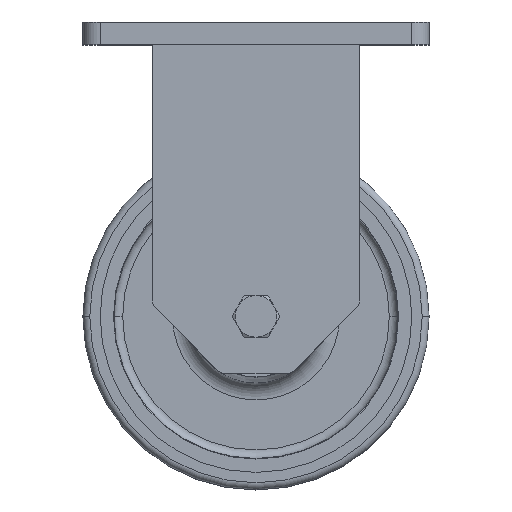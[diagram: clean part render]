
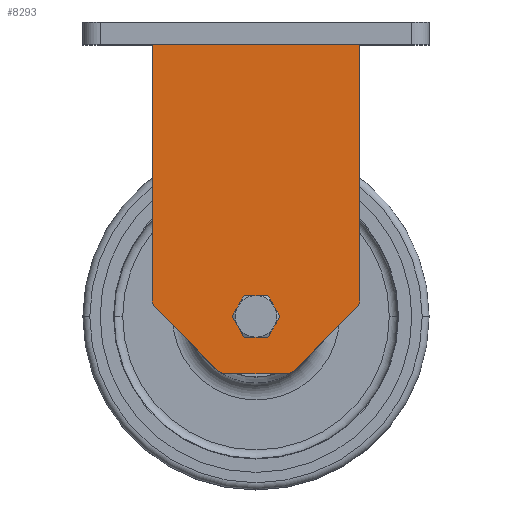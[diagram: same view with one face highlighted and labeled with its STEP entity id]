
A CAD part, top view. The second image highlights one B-rep face of the part: STEP entity #8293.
In plain terms, the highlighted planar face has unit normal (0, 0, 1).
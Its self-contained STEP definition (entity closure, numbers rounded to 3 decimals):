
#121 = DIRECTION ( 'NONE',  ( 0., 1., 0. ) ) ;
#716 = CARTESIAN_POINT ( 'NONE',  ( 60., -203., 75. ) ) ;
#727 = DIRECTION ( 'NONE',  ( 0.707, -0.707, 0. ) ) ;
#735 = DIRECTION ( 'NONE',  ( 0., 1., 0. ) ) ;
#897 = ORIENTED_EDGE ( 'NONE', *, *, #8409, .T. ) ;
#975 = DIRECTION ( 'NONE',  ( 0., 1., 0. ) ) ;
#1294 = ORIENTED_EDGE ( 'NONE', *, *, #11695, .T. ) ;
#1419 = DIRECTION ( 'NONE',  ( 0., 0., 1. ) ) ;
#1574 = CARTESIAN_POINT ( 'NONE',  ( -60., -13., 75. ) ) ;
#1749 = CARTESIAN_POINT ( 'NONE',  ( -58.536, -164.464, 75. ) ) ;
#1855 = CARTESIAN_POINT ( 'NONE',  ( 60., -13., 75. ) ) ;
#2018 = DIRECTION ( 'NONE',  ( 0., 0., -1. ) ) ;
#2094 = CARTESIAN_POINT ( 'NONE',  ( 0., -170., 75. ) ) ;
#2391 = LINE ( 'NONE', #4896, #7455 ) ;
#2527 = CIRCLE ( 'NONE', #10595, 5. ) ;
#2619 = DIRECTION ( 'NONE',  ( 0., 1., 0. ) ) ;
#2659 = ORIENTED_EDGE ( 'NONE', *, *, #13844, .T. ) ;
#2715 = EDGE_LOOP ( 'NONE', ( #6242, #8064 ) ) ;
#2716 = CARTESIAN_POINT ( 'NONE',  ( 60., -160.929, 75. ) ) ;
#3050 = VERTEX_POINT ( 'NONE', #8813 ) ;
#3181 = EDGE_CURVE ( 'NONE', #12181, #12468, #5829, .T. ) ;
#3260 = CIRCLE ( 'NONE', #11451, 10. ) ;
#3396 = VECTOR ( 'NONE', #10403, 1000. ) ;
#3610 = VERTEX_POINT ( 'NONE', #6095 ) ;
#3752 = EDGE_CURVE ( 'NONE', #12378, #7172, #11084, .T. ) ;
#3857 = CARTESIAN_POINT ( 'NONE',  ( -20., -203., 75. ) ) ;
#3995 = CARTESIAN_POINT ( 'NONE',  ( 60., -13., 75. ) ) ;
#4019 = LINE ( 'NONE', #8229, #7916 ) ;
#4204 = CARTESIAN_POINT ( 'NONE',  ( -17.929, -203., 75. ) ) ;
#4330 = VERTEX_POINT ( 'NONE', #8966 ) ;
#4896 = CARTESIAN_POINT ( 'NONE',  ( 20., -203., 75. ) ) ;
#4983 = CARTESIAN_POINT ( 'NONE',  ( 0., -160., 75. ) ) ;
#4986 = EDGE_CURVE ( 'NONE', #3050, #9542, #10653, .T. ) ;
#5063 = CARTESIAN_POINT ( 'NONE',  ( 55., -160.929, 75. ) ) ;
#5183 = DIRECTION ( 'NONE',  ( 0., 0., 1. ) ) ;
#5365 = EDGE_LOOP ( 'NONE', ( #1294, #8027, #2659, #10178, #12811, #897, #9107, #11951, #12054, #11827 ) ) ;
#5414 = FACE_BOUND ( 'NONE', #2715, .T. ) ;
#5434 = EDGE_CURVE ( 'NONE', #11667, #12468, #11816, .T. ) ;
#5597 = VECTOR ( 'NONE', #727, 1000. ) ;
#5829 = CIRCLE ( 'NONE', #10063, 5. ) ;
#5871 = DIRECTION ( 'NONE',  ( 0., 0., 1. ) ) ;
#6068 = DIRECTION ( 'NONE',  ( -1., 0., 0. ) ) ;
#6095 = CARTESIAN_POINT ( 'NONE',  ( -60., -160.929, 75. ) ) ;
#6136 = DIRECTION ( 'NONE',  ( 0., 0., 1. ) ) ;
#6242 = ORIENTED_EDGE ( 'NONE', *, *, #3752, .T. ) ;
#6253 = DIRECTION ( 'NONE',  ( 0., 1., 0. ) ) ;
#6291 = CARTESIAN_POINT ( 'NONE',  ( 0., -180., 75. ) ) ;
#6646 = DIRECTION ( 'NONE',  ( 0., 0., -1. ) ) ;
#6786 = LINE ( 'NONE', #1855, #8105 ) ;
#6791 = CARTESIAN_POINT ( 'NONE',  ( 60., -203., 75. ) ) ;
#6837 = AXIS2_PLACEMENT_3D ( 'NONE', #6791, #6646, #121 ) ;
#6980 = DIRECTION ( 'NONE',  ( 0., 1., 0. ) ) ;
#6991 = DIRECTION ( 'NONE',  ( 0.707, 0.707, 0. ) ) ;
#7023 = CARTESIAN_POINT ( 'NONE',  ( 17.929, -198., 75. ) ) ;
#7172 = VERTEX_POINT ( 'NONE', #6291 ) ;
#7390 = DIRECTION ( 'NONE',  ( 0., 1., 0. ) ) ;
#7455 = VECTOR ( 'NONE', #6991, 1000. ) ;
#7507 = CARTESIAN_POINT ( 'NONE',  ( 60., -203., 75. ) ) ;
#7916 = VECTOR ( 'NONE', #10370, 1000. ) ;
#7919 = CARTESIAN_POINT ( 'NONE',  ( -55., -160.929, 75. ) ) ;
#7932 = CARTESIAN_POINT ( 'NONE',  ( 17.929, -203., 75. ) ) ;
#8027 = ORIENTED_EDGE ( 'NONE', *, *, #4986, .T. ) ;
#8064 = ORIENTED_EDGE ( 'NONE', *, *, #13587, .T. ) ;
#8105 = VECTOR ( 'NONE', #9411, 1000. ) ;
#8229 = CARTESIAN_POINT ( 'NONE',  ( -60., -203., 75. ) ) ;
#8293 = ADVANCED_FACE ( 'NONE', ( #5414, #11968 ), #9788, .F. ) ;
#8323 = EDGE_CURVE ( 'NONE', #11667, #4330, #2527, .T. ) ;
#8409 = EDGE_CURVE ( 'NONE', #3610, #8463, #13964, .T. ) ;
#8463 = VERTEX_POINT ( 'NONE', #1749 ) ;
#8487 = CARTESIAN_POINT ( 'NONE',  ( 0., -170., 75. ) ) ;
#8781 = LINE ( 'NONE', #7507, #3396 ) ;
#8813 = CARTESIAN_POINT ( 'NONE',  ( 58.536, -164.464, 75. ) ) ;
#8939 = VERTEX_POINT ( 'NONE', #1574 ) ;
#8943 = VECTOR ( 'NONE', #6068, 1000. ) ;
#8966 = CARTESIAN_POINT ( 'NONE',  ( 21.464, -201.536, 75. ) ) ;
#9107 = ORIENTED_EDGE ( 'NONE', *, *, #11824, .T. ) ;
#9146 = AXIS2_PLACEMENT_3D ( 'NONE', #7919, #1419, #2619 ) ;
#9392 = CARTESIAN_POINT ( 'NONE',  ( -17.929, -198., 75. ) ) ;
#9411 = DIRECTION ( 'NONE',  ( -1., 0., 0. ) ) ;
#9542 = VERTEX_POINT ( 'NONE', #2716 ) ;
#9609 = AXIS2_PLACEMENT_3D ( 'NONE', #5063, #6136, #735 ) ;
#9788 = PLANE ( 'NONE',  #6837 ) ;
#10063 = AXIS2_PLACEMENT_3D ( 'NONE', #9392, #5183, #6253 ) ;
#10178 = ORIENTED_EDGE ( 'NONE', *, *, #11925, .T. ) ;
#10370 = DIRECTION ( 'NONE',  ( 0., 1., 0. ) ) ;
#10403 = DIRECTION ( 'NONE',  ( 0., 1., 0. ) ) ;
#10595 = AXIS2_PLACEMENT_3D ( 'NONE', #7023, #5871, #6980 ) ;
#10653 = CIRCLE ( 'NONE', #9609, 5. ) ;
#11084 = CIRCLE ( 'NONE', #12007, 10. ) ;
#11451 = AXIS2_PLACEMENT_3D ( 'NONE', #2094, #12810, #7390 ) ;
#11667 = VERTEX_POINT ( 'NONE', #7932 ) ;
#11695 = EDGE_CURVE ( 'NONE', #4330, #3050, #2391, .T. ) ;
#11816 = LINE ( 'NONE', #716, #8943 ) ;
#11818 = VERTEX_POINT ( 'NONE', #3995 ) ;
#11824 = EDGE_CURVE ( 'NONE', #8463, #12181, #12668, .T. ) ;
#11827 = ORIENTED_EDGE ( 'NONE', *, *, #8323, .T. ) ;
#11925 = EDGE_CURVE ( 'NONE', #11818, #8939, #6786, .T. ) ;
#11951 = ORIENTED_EDGE ( 'NONE', *, *, #3181, .T. ) ;
#11968 = FACE_OUTER_BOUND ( 'NONE', #5365, .T. ) ;
#11992 = CARTESIAN_POINT ( 'NONE',  ( -21.464, -201.536, 75. ) ) ;
#12007 = AXIS2_PLACEMENT_3D ( 'NONE', #8487, #2018, #975 ) ;
#12054 = ORIENTED_EDGE ( 'NONE', *, *, #5434, .F. ) ;
#12181 = VERTEX_POINT ( 'NONE', #11992 ) ;
#12378 = VERTEX_POINT ( 'NONE', #4983 ) ;
#12398 = EDGE_CURVE ( 'NONE', #3610, #8939, #4019, .T. ) ;
#12468 = VERTEX_POINT ( 'NONE', #4204 ) ;
#12668 = LINE ( 'NONE', #3857, #5597 ) ;
#12810 = DIRECTION ( 'NONE',  ( 0., 0., -1. ) ) ;
#12811 = ORIENTED_EDGE ( 'NONE', *, *, #12398, .F. ) ;
#13587 = EDGE_CURVE ( 'NONE', #7172, #12378, #3260, .T. ) ;
#13844 = EDGE_CURVE ( 'NONE', #9542, #11818, #8781, .T. ) ;
#13964 = CIRCLE ( 'NONE', #9146, 5. ) ;
